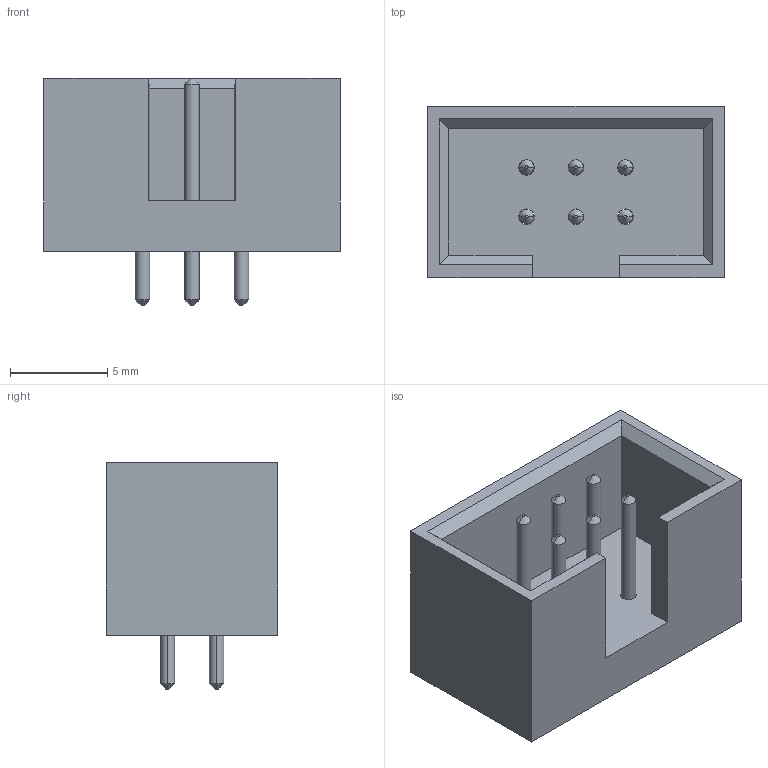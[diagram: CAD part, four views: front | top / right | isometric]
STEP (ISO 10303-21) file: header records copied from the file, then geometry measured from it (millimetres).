
FILE_DESCRIPTION (( 'STEP AP214' ), '1' );
FILE_NAME ('6 Pin Male FRC.STEP', '2024-07-17T07:16:25', ( '' ), ( '' ), 'SwSTEP 2.0', 'SolidWorks 2021', '' );
FILE_SCHEMA (( 'AUTOMOTIVE_DESIGN' ));
Length unit declared in the file: millimetre
Products named in the file (1): 6 Pin Male FRC
Bounding box: 15.24 x 8.8 x 11.7 mm (x, y, z)
Volume: 643.1 mm3; surface area: 1088.2 mm2
Topology: 7 solids, 7 shells, 79 faces, 167 edges, 102 vertices
Faces by surface type: plane 31, cylinder 24, cone 24
Entity records: 2221 total; most frequent: DIRECTION 399, CARTESIAN_POINT 349, ORIENTED_EDGE 334, EDGE_CURVE 167, AXIS2_PLACEMENT_3D 152, VERTEX_POINT 102, LINE 95, VECTOR 95
